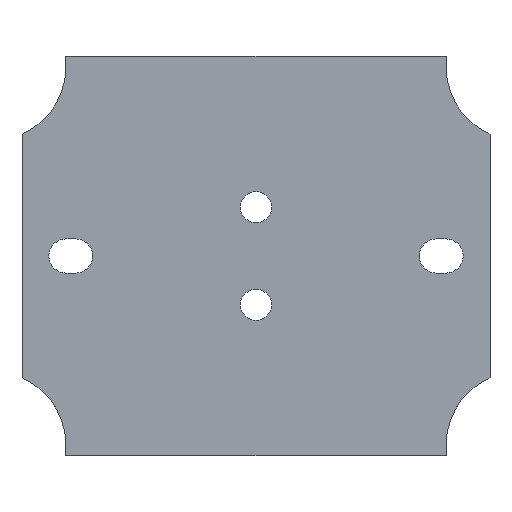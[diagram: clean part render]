
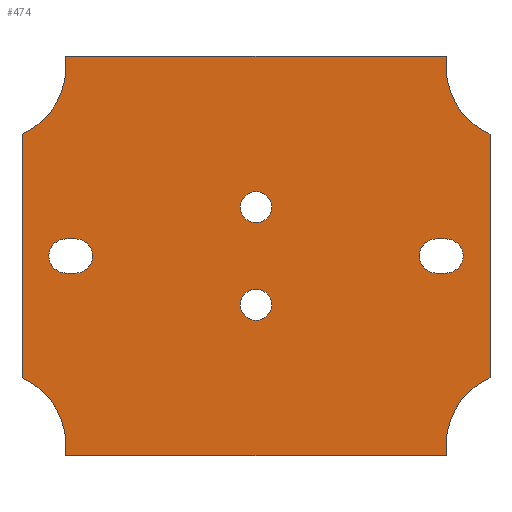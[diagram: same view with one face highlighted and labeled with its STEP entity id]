
A CAD part, top view. The second image highlights one B-rep face of the part: STEP entity #474.
In plain terms, the highlighted planar face has unit normal (0, 0, 1).
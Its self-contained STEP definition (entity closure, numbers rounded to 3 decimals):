
#21=FACE_BOUND('',#93,.T.);
#22=FACE_BOUND('',#94,.T.);
#23=FACE_BOUND('',#95,.T.);
#24=FACE_BOUND('',#96,.T.);
#38=PLANE('',#526);
#62=FACE_OUTER_BOUND('',#92,.T.);
#92=EDGE_LOOP('',(#419,#420,#421,#422,#423,#424,#425,#426,#427,#428,#429,
#430));
#93=EDGE_LOOP('',(#431,#432,#433,#434));
#94=EDGE_LOOP('',(#435,#436,#437,#438));
#95=EDGE_LOOP('',(#439));
#96=EDGE_LOOP('',(#440));
#98=CIRCLE('',#485,1.75);
#100=CIRCLE('',#489,1.75);
#102=CIRCLE('',#493,1.75);
#104=CIRCLE('',#497,1.75);
#106=CIRCLE('',#501,1.6);
#108=CIRCLE('',#504,1.6);
#113=CIRCLE('',#512,7.5);
#114=CIRCLE('',#515,7.5);
#115=CIRCLE('',#520,7.5);
#116=CIRCLE('',#523,7.5);
#121=LINE('',#676,#165);
#124=LINE('',#685,#168);
#129=LINE('',#700,#173);
#132=LINE('',#709,#176);
#142=LINE('',#749,#186);
#145=LINE('',#757,#189);
#148=LINE('',#765,#192);
#150=LINE('',#769,#194);
#152=LINE('',#773,#196);
#155=LINE('',#781,#199);
#158=LINE('',#789,#202);
#160=LINE('',#792,#204);
#165=VECTOR('',#541,10.);
#168=VECTOR('',#552,10.);
#173=VECTOR('',#565,10.);
#176=VECTOR('',#576,10.);
#186=VECTOR('',#610,10.);
#189=VECTOR('',#619,10.);
#192=VECTOR('',#628,10.);
#194=VECTOR('',#632,10.);
#196=VECTOR('',#636,10.);
#199=VECTOR('',#645,10.);
#202=VECTOR('',#654,10.);
#204=VECTOR('',#658,10.);
#205=VERTEX_POINT('',#663);
#208=VERTEX_POINT('',#668);
#210=VERTEX_POINT('',#674);
#212=VERTEX_POINT('',#680);
#213=VERTEX_POINT('',#687);
#216=VERTEX_POINT('',#692);
#218=VERTEX_POINT('',#698);
#220=VERTEX_POINT('',#704);
#222=VERTEX_POINT('',#713);
#224=VERTEX_POINT('',#718);
#237=VERTEX_POINT('',#746);
#238=VERTEX_POINT('',#748);
#239=VERTEX_POINT('',#752);
#240=VERTEX_POINT('',#756);
#241=VERTEX_POINT('',#760);
#242=VERTEX_POINT('',#764);
#243=VERTEX_POINT('',#768);
#244=VERTEX_POINT('',#772);
#245=VERTEX_POINT('',#776);
#246=VERTEX_POINT('',#780);
#247=VERTEX_POINT('',#784);
#248=VERTEX_POINT('',#788);
#252=EDGE_CURVE('',#205,#208,#98,.T.);
#255=EDGE_CURVE('',#208,#210,#121,.T.);
#258=EDGE_CURVE('',#210,#212,#100,.T.);
#260=EDGE_CURVE('',#212,#205,#124,.T.);
#264=EDGE_CURVE('',#213,#216,#102,.T.);
#267=EDGE_CURVE('',#216,#218,#129,.T.);
#270=EDGE_CURVE('',#218,#220,#104,.T.);
#272=EDGE_CURVE('',#220,#213,#132,.T.);
#274=EDGE_CURVE('',#222,#222,#106,.T.);
#276=EDGE_CURVE('',#224,#224,#108,.T.);
#290=EDGE_CURVE('',#238,#237,#142,.T.);
#292=EDGE_CURVE('',#239,#238,#113,.T.);
#294=EDGE_CURVE('',#240,#239,#145,.T.);
#296=EDGE_CURVE('',#241,#240,#114,.T.);
#298=EDGE_CURVE('',#242,#241,#148,.T.);
#300=EDGE_CURVE('',#243,#242,#150,.T.);
#302=EDGE_CURVE('',#244,#243,#152,.T.);
#304=EDGE_CURVE('',#245,#244,#115,.T.);
#306=EDGE_CURVE('',#246,#245,#155,.T.);
#308=EDGE_CURVE('',#247,#246,#116,.T.);
#310=EDGE_CURVE('',#248,#247,#158,.T.);
#312=EDGE_CURVE('',#237,#248,#160,.T.);
#419=ORIENTED_EDGE('',*,*,#312,.T.);
#420=ORIENTED_EDGE('',*,*,#310,.T.);
#421=ORIENTED_EDGE('',*,*,#308,.T.);
#422=ORIENTED_EDGE('',*,*,#306,.T.);
#423=ORIENTED_EDGE('',*,*,#304,.T.);
#424=ORIENTED_EDGE('',*,*,#302,.T.);
#425=ORIENTED_EDGE('',*,*,#300,.T.);
#426=ORIENTED_EDGE('',*,*,#298,.T.);
#427=ORIENTED_EDGE('',*,*,#296,.T.);
#428=ORIENTED_EDGE('',*,*,#294,.T.);
#429=ORIENTED_EDGE('',*,*,#292,.T.);
#430=ORIENTED_EDGE('',*,*,#290,.T.);
#431=ORIENTED_EDGE('',*,*,#252,.T.);
#432=ORIENTED_EDGE('',*,*,#255,.T.);
#433=ORIENTED_EDGE('',*,*,#258,.T.);
#434=ORIENTED_EDGE('',*,*,#260,.T.);
#435=ORIENTED_EDGE('',*,*,#264,.T.);
#436=ORIENTED_EDGE('',*,*,#267,.T.);
#437=ORIENTED_EDGE('',*,*,#270,.T.);
#438=ORIENTED_EDGE('',*,*,#272,.T.);
#439=ORIENTED_EDGE('',*,*,#274,.T.);
#440=ORIENTED_EDGE('',*,*,#276,.T.);
#474=ADVANCED_FACE('',(#62,#21,#22,#23,#24),#38,.T.);
#485=AXIS2_PLACEMENT_3D('',#670,#535,#536);
#489=AXIS2_PLACEMENT_3D('',#682,#547,#548);
#493=AXIS2_PLACEMENT_3D('',#694,#559,#560);
#497=AXIS2_PLACEMENT_3D('',#706,#571,#572);
#501=AXIS2_PLACEMENT_3D('',#714,#581,#582);
#504=AXIS2_PLACEMENT_3D('',#719,#587,#588);
#512=AXIS2_PLACEMENT_3D('',#753,#614,#615);
#515=AXIS2_PLACEMENT_3D('',#761,#623,#624);
#520=AXIS2_PLACEMENT_3D('',#777,#640,#641);
#523=AXIS2_PLACEMENT_3D('',#785,#649,#650);
#526=AXIS2_PLACEMENT_3D('',#793,#659,#660);
#535=DIRECTION('center_axis',(0.,0.,-1.));
#536=DIRECTION('ref_axis',(0.,1.,0.));
#541=DIRECTION('',(-1.,0.,0.));
#547=DIRECTION('center_axis',(0.,0.,-1.));
#548=DIRECTION('ref_axis',(0.,-1.,0.));
#552=DIRECTION('',(1.,0.,0.));
#559=DIRECTION('center_axis',(0.,0.,-1.));
#560=DIRECTION('ref_axis',(0.,1.,0.));
#565=DIRECTION('',(-1.,0.,0.));
#571=DIRECTION('center_axis',(0.,0.,-1.));
#572=DIRECTION('ref_axis',(0.,-1.,0.));
#576=DIRECTION('',(1.,0.,0.));
#581=DIRECTION('center_axis',(0.,0.,-1.));
#582=DIRECTION('ref_axis',(-1.,0.,0.));
#587=DIRECTION('center_axis',(0.,0.,-1.));
#588=DIRECTION('ref_axis',(-1.,0.,0.));
#610=DIRECTION('',(0.,1.,0.));
#614=DIRECTION('center_axis',(0.,0.,-1.));
#615=DIRECTION('ref_axis',(-1.,0.,0.));
#619=DIRECTION('',(0.,1.,0.));
#623=DIRECTION('center_axis',(0.,0.,-1.));
#624=DIRECTION('ref_axis',(-0.4,0.917,0.));
#628=DIRECTION('',(0.,1.,0.));
#632=DIRECTION('',(1.,0.,0.));
#636=DIRECTION('',(0.,-1.,0.));
#640=DIRECTION('center_axis',(0.,0.,-1.));
#641=DIRECTION('ref_axis',(1.,0.,0.));
#645=DIRECTION('',(0.,-1.,0.));
#649=DIRECTION('center_axis',(0.,0.,-1.));
#650=DIRECTION('ref_axis',(0.4,-0.917,0.));
#654=DIRECTION('',(0.,-1.,0.));
#658=DIRECTION('',(-1.,0.,0.));
#659=DIRECTION('center_axis',(0.,0.,1.));
#660=DIRECTION('ref_axis',(1.,0.,0.));
#663=CARTESIAN_POINT('',(19.5,1.75,0.75));
#668=CARTESIAN_POINT('',(19.5,-1.75,0.75));
#670=CARTESIAN_POINT('Origin',(19.5,0.,0.75));
#674=CARTESIAN_POINT('',(18.5,-1.75,0.75));
#676=CARTESIAN_POINT('',(9.25,-1.75,0.75));
#680=CARTESIAN_POINT('',(18.5,1.75,0.75));
#682=CARTESIAN_POINT('Origin',(18.5,0.,0.75));
#685=CARTESIAN_POINT('',(9.75,1.75,0.75));
#687=CARTESIAN_POINT('',(-18.5,1.75,0.75));
#692=CARTESIAN_POINT('',(-18.5,-1.75,0.75));
#694=CARTESIAN_POINT('Origin',(-18.5,0.,0.75));
#698=CARTESIAN_POINT('',(-19.5,-1.75,0.75));
#700=CARTESIAN_POINT('',(-9.75,-1.75,0.75));
#704=CARTESIAN_POINT('',(-19.5,1.75,0.75));
#706=CARTESIAN_POINT('Origin',(-19.5,0.,0.75));
#709=CARTESIAN_POINT('',(-9.25,1.75,0.75));
#713=CARTESIAN_POINT('',(1.6,-5.,0.75));
#714=CARTESIAN_POINT('Origin',(0.,-5.,0.75));
#718=CARTESIAN_POINT('',(1.6,5.,0.75));
#719=CARTESIAN_POINT('Origin',(0.,5.,0.75));
#746=CARTESIAN_POINT('',(19.5,20.5,0.75));
#748=CARTESIAN_POINT('',(19.5,19.374,0.75));
#749=CARTESIAN_POINT('',(19.5,20.5,0.75));
#752=CARTESIAN_POINT('',(24.,12.5,0.75));
#753=CARTESIAN_POINT('Origin',(27.,19.374,0.75));
#756=CARTESIAN_POINT('',(24.,-12.5,0.75));
#757=CARTESIAN_POINT('',(24.,12.5,0.75));
#760=CARTESIAN_POINT('',(19.5,-19.374,0.75));
#761=CARTESIAN_POINT('Origin',(27.,-19.374,0.75));
#764=CARTESIAN_POINT('',(19.5,-20.5,0.75));
#765=CARTESIAN_POINT('',(19.5,-19.374,0.75));
#768=CARTESIAN_POINT('',(-19.5,-20.5,0.75));
#769=CARTESIAN_POINT('',(19.5,-20.5,0.75));
#772=CARTESIAN_POINT('',(-19.5,-19.374,0.75));
#773=CARTESIAN_POINT('',(-19.5,-20.5,0.75));
#776=CARTESIAN_POINT('',(-24.,-12.5,0.75));
#777=CARTESIAN_POINT('Origin',(-27.,-19.374,0.75));
#780=CARTESIAN_POINT('',(-24.,12.5,0.75));
#781=CARTESIAN_POINT('',(-24.,-12.5,0.75));
#784=CARTESIAN_POINT('',(-19.5,19.374,0.75));
#785=CARTESIAN_POINT('Origin',(-27.,19.374,0.75));
#788=CARTESIAN_POINT('',(-19.5,20.5,0.75));
#789=CARTESIAN_POINT('',(-19.5,19.374,0.75));
#792=CARTESIAN_POINT('',(-19.5,20.5,0.75));
#793=CARTESIAN_POINT('Origin',(0.,0.,
0.75));
